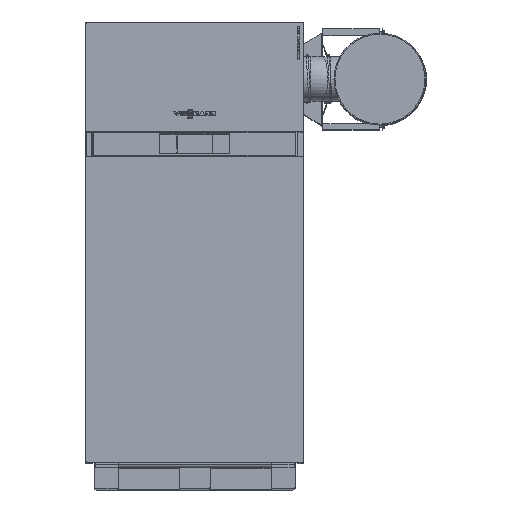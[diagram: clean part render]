
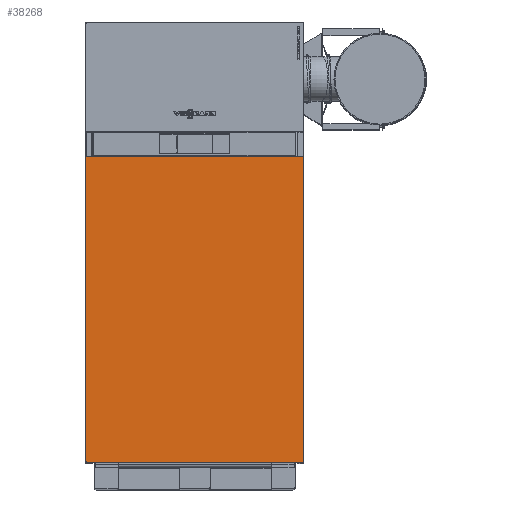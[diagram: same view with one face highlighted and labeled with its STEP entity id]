
A CAD part, top view. The second image highlights one B-rep face of the part: STEP entity #38268.
In plain terms, the highlighted planar face has unit normal (0, 0, 1).
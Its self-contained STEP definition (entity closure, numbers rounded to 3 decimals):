
#1016=PLANE('',#41169);
#2194=FACE_OUTER_BOUND('',#3721,.T.);
#3721=EDGE_LOOP('',(#31109,#31110,#31111,#31112,#31113,#31114,#31115,#31116));
#8553=LINE('',#61276,#12801);
#8555=LINE('',#61285,#12803);
#8564=LINE('',#61311,#12812);
#8586=LINE('',#61430,#12834);
#8587=LINE('',#61431,#12835);
#8588=LINE('',#61433,#12836);
#8589=LINE('',#61435,#12837);
#8590=LINE('',#61436,#12838);
#12801=VECTOR('',#48364,0.039);
#12803=VECTOR('',#48372,0.039);
#12812=VECTOR('',#48395,0.039);
#12834=VECTOR('',#48451,0.039);
#12835=VECTOR('',#48452,0.039);
#12836=VECTOR('',#48453,0.039);
#12837=VECTOR('',#48454,0.039);
#12838=VECTOR('',#48455,0.039);
#17430=VERTEX_POINT('',#61265);
#17435=VERTEX_POINT('',#61274);
#17438=VERTEX_POINT('',#61282);
#17439=VERTEX_POINT('',#61284);
#17444=VERTEX_POINT('',#61300);
#17449=VERTEX_POINT('',#61309);
#17478=VERTEX_POINT('',#61432);
#17479=VERTEX_POINT('',#61434);
#23199=EDGE_CURVE('',#17435,#17430,#8553,.T.);
#23203=EDGE_CURVE('',#17439,#17438,#8555,.T.);
#23216=EDGE_CURVE('',#17449,#17444,#8564,.T.);
#23251=EDGE_CURVE('',#17439,#17449,#8586,.T.);
#23252=EDGE_CURVE('',#17430,#17438,#8587,.T.);
#23253=EDGE_CURVE('',#17478,#17435,#8588,.T.);
#23254=EDGE_CURVE('',#17478,#17479,#8589,.T.);
#23255=EDGE_CURVE('',#17444,#17479,#8590,.T.);
#31109=ORIENTED_EDGE('',*,*,#23251,.F.);
#31110=ORIENTED_EDGE('',*,*,#23203,.T.);
#31111=ORIENTED_EDGE('',*,*,#23252,.F.);
#31112=ORIENTED_EDGE('',*,*,#23199,.F.);
#31113=ORIENTED_EDGE('',*,*,#23253,.F.);
#31114=ORIENTED_EDGE('',*,*,#23254,.T.);
#31115=ORIENTED_EDGE('',*,*,#23255,.F.);
#31116=ORIENTED_EDGE('',*,*,#23216,.F.);
#38268=ADVANCED_FACE('',(#2194),#1016,.T.);
#41169=AXIS2_PLACEMENT_3D('',#61429,#48449,#48450);
#48364=DIRECTION('',(1.,0.,0.));
#48372=DIRECTION('',(0.,1.,0.));
#48395=DIRECTION('',(-1.,0.,0.));
#48449=DIRECTION('center_axis',(0.,0.,
1.));
#48450=DIRECTION('ref_axis',(1.,0.,0.));
#48451=DIRECTION('',(-1.,0.,0.));
#48452=DIRECTION('',(1.,0.,0.));
#48453=DIRECTION('',(1.,0.,0.));
#48454=DIRECTION('',(0.,-1.,0.));
#48455=DIRECTION('',(-1.,0.,0.));
#61265=CARTESIAN_POINT('',(35.461,59.725,0.));
#61274=CARTESIAN_POINT('',(-3.594,59.725,0.));
#61276=CARTESIAN_POINT('',(-3.594,59.725,0.));
#61282=CARTESIAN_POINT('',(35.461,59.725,0.));
#61284=CARTESIAN_POINT('',(35.461,4.803,0.));
#61285=CARTESIAN_POINT('',(35.461,4.764,0.));
#61300=CARTESIAN_POINT('',(-3.594,4.803,0.));
#61309=CARTESIAN_POINT('',(35.461,4.803,0.));
#61311=CARTESIAN_POINT('',(35.461,4.803,0.));
#61429=CARTESIAN_POINT('Origin',(35.5,4.764,0.));
#61430=CARTESIAN_POINT('',(-3.594,4.803,0.));
#61431=CARTESIAN_POINT('',(35.461,59.725,0.));
#61432=CARTESIAN_POINT('',(-3.594,59.725,0.));
#61433=CARTESIAN_POINT('',(35.461,59.725,0.));
#61434=CARTESIAN_POINT('',(-3.594,4.803,0.));
#61435=CARTESIAN_POINT('',(-3.594,59.764,0.));
#61436=CARTESIAN_POINT('',(-3.594,4.803,0.));
